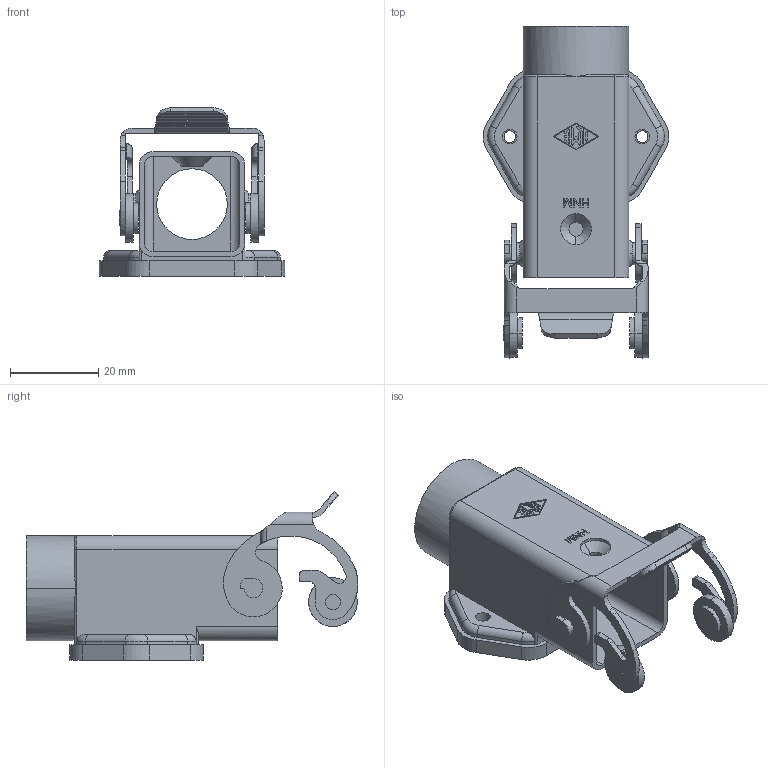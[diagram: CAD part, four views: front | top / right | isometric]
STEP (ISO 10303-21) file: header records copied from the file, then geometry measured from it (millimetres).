
FILE_DESCRIPTION(('Creo Elements/Direct Modeling STEP Export'),'2;1');
FILE_NAME('0ln7uvk5h0nheuk1380','2022-02-01T15:05:56',(''),(''),'Creo Elements/Direct Modeling STEP processor for AP214 (Solid Model)','Creo Elements/Direct Modeling 20.1B 02-Apr-2019 (C) Parametric Technology GmbH','');
FILE_SCHEMA(('AUTOMOTIVE_DESIGN { 1 0 10303 214 1 1 1 1 }'));
Length unit declared in the file: millimetre
Products named in the file (2): RKAX_IAP20
Assembly tree (1 placements, depth 2):
  RKAX_IAP20
    RKAX_IAP20
Bounding box: 42.02 x 75.16 x 38.1 mm (x, y, z)
Volume: 11861.5 mm3; surface area: 14214.9 mm2
Topology: 1 solids, 1 shells, 335 faces, 924 edges, 616 vertices
Faces by surface type: plane 163, cylinder 155, cone 9, torus 8
Entity records: 14369 total; most frequent: CARTESIAN_POINT 3125, ORIENTED_EDGE 1848, DIRECTION 1736, EDGE_CURVE 924, VERTEX_POINT 616, AXIS2_PLACEMENT_3D 603, VECTOR 530, LINE 530
